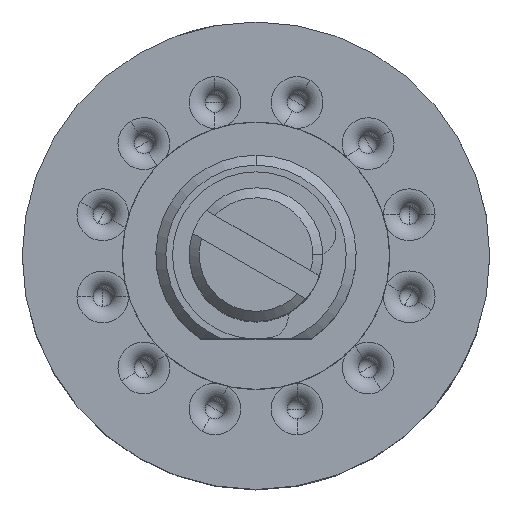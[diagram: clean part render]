
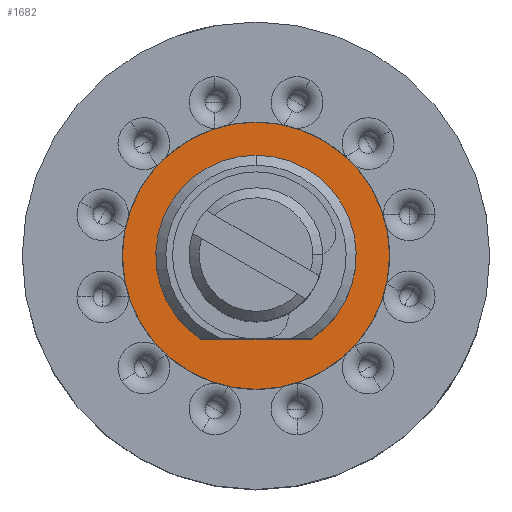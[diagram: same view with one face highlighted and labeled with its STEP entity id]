
A CAD part, top view. The second image highlights one B-rep face of the part: STEP entity #1682.
In plain terms, the highlighted planar face has unit normal (0, 0, 1).
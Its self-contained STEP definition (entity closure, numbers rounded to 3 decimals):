
#763 = ORIENTED_EDGE ( 'NONE', *, *, #14073, .T. ) ;
#1427 = DIRECTION ( 'NONE',  ( 0., -1., 0. ) ) ;
#1502 = CIRCLE ( 'NONE', #17994, 3. ) ;
#1532 = VERTEX_POINT ( 'NONE', #9648 ) ;
#1682 = ADVANCED_FACE ( 'NONE', ( #1739, #7989 ), #5416, .T. ) ;
#1739 = FACE_BOUND ( 'NONE', #16258, .T. ) ;
#2054 = CARTESIAN_POINT ( 'NONE',  ( 0., 0., 0. ) ) ;
#2896 = DIRECTION ( 'NONE',  ( 0., -1., 0. ) ) ;
#3537 = VERTEX_POINT ( 'NONE', #12718 ) ;
#3746 = DIRECTION ( 'NONE',  ( 0., 0., 1. ) ) ;
#4326 = EDGE_CURVE ( 'NONE', #5834, #3537, #16901, .T. ) ;
#4377 = CARTESIAN_POINT ( 'NONE',  ( 0., 0., 0. ) ) ;
#4703 = CARTESIAN_POINT ( 'NONE',  ( 0., -2.5, 0. ) ) ;
#5416 = PLANE ( 'NONE',  #17132 ) ;
#5423 = VECTOR ( 'NONE', #7648, 1000. ) ;
#5785 = DIRECTION ( 'NONE',  ( 0., 0., 1. ) ) ;
#5789 = DIRECTION ( 'NONE',  ( 0., -1., 0. ) ) ;
#5834 = VERTEX_POINT ( 'NONE', #18921 ) ;
#5922 = CARTESIAN_POINT ( 'NONE',  ( 0., 0., 0. ) ) ;
#6755 = CIRCLE ( 'NONE', #14811, 4. ) ;
#7648 = DIRECTION ( 'NONE',  ( -1., 0., 0. ) ) ;
#7989 = FACE_OUTER_BOUND ( 'NONE', #11242, .T. ) ;
#8514 = ORIENTED_EDGE ( 'NONE', *, *, #14144, .F. ) ;
#8614 = DIRECTION ( 'NONE',  ( 0., 0., 1. ) ) ;
#8676 = CARTESIAN_POINT ( 'NONE',  ( 0., 0., 0. ) ) ;
#9418 = AXIS2_PLACEMENT_3D ( 'NONE', #12565, #3746, #18583 ) ;
#9648 = CARTESIAN_POINT ( 'NONE',  ( 1.658, -2.5, 0. ) ) ;
#9977 = CARTESIAN_POINT ( 'NONE',  ( 0., 4., 0. ) ) ;
#11242 = EDGE_LOOP ( 'NONE', ( #13094, #15774 ) ) ;
#11862 = LINE ( 'NONE', #4703, #5423 ) ;
#12565 = CARTESIAN_POINT ( 'NONE',  ( 0., 0., 0. ) ) ;
#12718 = CARTESIAN_POINT ( 'NONE',  ( -1.658, -2.5, 0. ) ) ;
#12731 = VERTEX_POINT ( 'NONE', #17195 ) ;
#13094 = ORIENTED_EDGE ( 'NONE', *, *, #15025, .T. ) ;
#13692 = AXIS2_PLACEMENT_3D ( 'NONE', #8676, #5785, #2896 ) ;
#13888 = DIRECTION ( 'NONE',  ( 0., 0., 1. ) ) ;
#14073 = EDGE_CURVE ( 'NONE', #1532, #3537, #11862, .T. ) ;
#14144 = EDGE_CURVE ( 'NONE', #1532, #5834, #1502, .T. ) ;
#14368 = VERTEX_POINT ( 'NONE', #9977 ) ;
#14811 = AXIS2_PLACEMENT_3D ( 'NONE', #4377, #17946, #1427 ) ;
#15025 = EDGE_CURVE ( 'NONE', #14368, #12731, #6755, .T. ) ;
#15359 = DIRECTION ( 'NONE',  ( 0., -1., 0. ) ) ;
#15774 = ORIENTED_EDGE ( 'NONE', *, *, #18922, .T. ) ;
#16258 = EDGE_LOOP ( 'NONE', ( #763, #17023, #8514 ) ) ;
#16901 = CIRCLE ( 'NONE', #9418, 3. ) ;
#17023 = ORIENTED_EDGE ( 'NONE', *, *, #4326, .F. ) ;
#17132 = AXIS2_PLACEMENT_3D ( 'NONE', #5922, #8614, #5789 ) ;
#17195 = CARTESIAN_POINT ( 'NONE',  ( 0., -4., 0. ) ) ;
#17203 = CIRCLE ( 'NONE', #13692, 4. ) ;
#17946 = DIRECTION ( 'NONE',  ( 0., 0., 1. ) ) ;
#17994 = AXIS2_PLACEMENT_3D ( 'NONE', #2054, #13888, #15359 ) ;
#18583 = DIRECTION ( 'NONE',  ( 0., -1., 0. ) ) ;
#18921 = CARTESIAN_POINT ( 'NONE',  ( 0., 3., 0. ) ) ;
#18922 = EDGE_CURVE ( 'NONE', #12731, #14368, #17203, .T. ) ;
